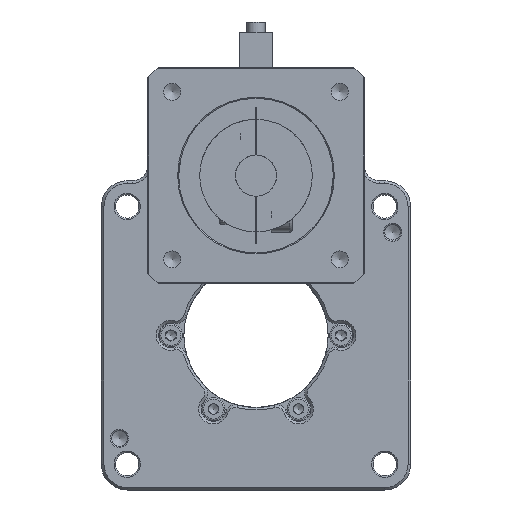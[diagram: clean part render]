
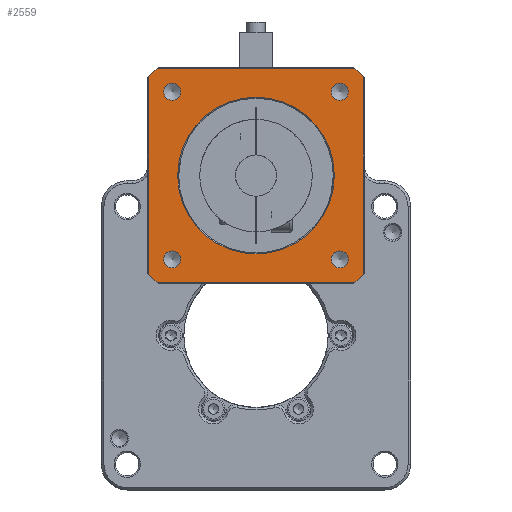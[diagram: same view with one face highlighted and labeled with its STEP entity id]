
A CAD part, front view. The second image highlights one B-rep face of the part: STEP entity #2559.
In plain terms, the highlighted planar face has unit normal (0, -1, 0).
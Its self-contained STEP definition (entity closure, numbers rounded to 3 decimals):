
#260 = EDGE_CURVE ( 'NONE', #12030, #6860, #30871, .T. ) ;
#574 = DIRECTION ( 'NONE',  ( -0.707, 0., -0.707 ) ) ;
#581 = CARTESIAN_POINT ( 'NONE',  ( -20., -59.5, 51. ) ) ;
#620 = LINE ( 'NONE', #581, #32304 ) ;
#705 = VECTOR ( 'NONE', #5239, 1000. ) ;
#1143 = ORIENTED_EDGE ( 'NONE', *, *, #22542, .F. ) ;
#1179 = ORIENTED_EDGE ( 'NONE', *, *, #26088, .F. ) ;
#1313 = ORIENTED_EDGE ( 'NONE', *, *, #14504, .F. ) ;
#1395 = ORIENTED_EDGE ( 'NONE', *, *, #18931, .T. ) ;
#1431 = ORIENTED_EDGE ( 'NONE', *, *, #28361, .F. ) ;
#1440 = ORIENTED_EDGE ( 'NONE', *, *, #30820, .T. ) ;
#1526 = ORIENTED_EDGE ( 'NONE', *, *, #13138, .T. ) ;
#1559 = ORIENTED_EDGE ( 'NONE', *, *, #260, .T. ) ;
#1642 = VERTEX_POINT ( 'NONE', #16775 ) ;
#1680 = ORIENTED_EDGE ( 'NONE', *, *, #20031, .T. ) ;
#1754 = ORIENTED_EDGE ( 'NONE', *, *, #15458, .T. ) ;
#1763 = DIRECTION ( 'NONE',  ( -1., 0., 0. ) ) ;
#1771 = DIRECTION ( 'NONE',  ( 0., -1., 0. ) ) ;
#1806 = CARTESIAN_POINT ( 'NONE',  ( 0., -59.5, 31. ) ) ;
#1807 = ORIENTED_EDGE ( 'NONE', *, *, #4639, .T. ) ;
#1826 = PLANE ( 'NONE',  #30123 ) ;
#1852 = FACE_OUTER_BOUND ( 'NONE', #21757, .T. ) ;
#1861 = FACE_BOUND ( 'NONE', #21219, .T. ) ;
#1894 = ORIENTED_EDGE ( 'NONE', *, *, #26322, .T. ) ;
#1901 = FACE_BOUND ( 'NONE', #3913, .T. ) ;
#1906 = FACE_BOUND ( 'NONE', #20705, .T. ) ;
#1939 = FACE_BOUND ( 'NONE', #18782, .T. ) ;
#1940 = ORIENTED_EDGE ( 'NONE', *, *, #16335, .T. ) ;
#1945 = FACE_BOUND ( 'NONE', #16862, .T. ) ;
#2332 = VERTEX_POINT ( 'NONE', #4065 ) ;
#2403 = CIRCLE ( 'NONE', #20745, 15.2 ) ;
#2559 = ADVANCED_FACE ( 'NONE', ( #1945, #1939, #1906, #1901, #1861, #1852 ), #1826, .T. ) ;
#3185 = DIRECTION ( 'NONE',  ( 0., 0., 1. ) ) ;
#3215 = DIRECTION ( 'NONE',  ( 0., -1., 0. ) ) ;
#3224 = CARTESIAN_POINT ( 'NONE',  ( -16.263, -59.5, 47.263 ) ) ;
#3559 = VECTOR ( 'NONE', #26275, 1000. ) ;
#3604 = AXIS2_PLACEMENT_3D ( 'NONE', #4139, #4108, #4100 ) ;
#3913 = EDGE_LOOP ( 'NONE', ( #1395 ) ) ;
#4065 = CARTESIAN_POINT ( 'NONE',  ( 20.8, -59.5, 50.2 ) ) ;
#4100 = DIRECTION ( 'NONE',  ( 1., 0., 0. ) ) ;
#4108 = DIRECTION ( 'NONE',  ( 0., -1., 0. ) ) ;
#4139 = CARTESIAN_POINT ( 'NONE',  ( 16.263, -59.5, 47.263 ) ) ;
#4429 = VERTEX_POINT ( 'NONE', #12745 ) ;
#4639 = EDGE_CURVE ( 'NONE', #30995, #21087, #10844, .T. ) ;
#5239 = DIRECTION ( 'NONE',  ( 0., 0., -1. ) ) ;
#5253 = CARTESIAN_POINT ( 'NONE',  ( -20.8, -59.5, 12. ) ) ;
#5273 = LINE ( 'NONE', #5253, #705 ) ;
#6405 = DIRECTION ( 'NONE',  ( -1., 0., 0. ) ) ;
#6412 = DIRECTION ( 'NONE',  ( 0., 1., 0. ) ) ;
#6450 = CARTESIAN_POINT ( 'NONE',  ( 0., -59.5, 31. ) ) ;
#6649 = VECTOR ( 'NONE', #10815, 1000. ) ;
#6860 = VERTEX_POINT ( 'NONE', #17863 ) ;
#10380 = VECTOR ( 'NONE', #16758, 1000. ) ;
#10815 = DIRECTION ( 'NONE',  ( -1., 0., 0. ) ) ;
#10836 = DIRECTION ( 'NONE',  ( 1., 0., 0. ) ) ;
#10840 = CARTESIAN_POINT ( 'NONE',  ( -19., -59.5, 51.8 ) ) ;
#10844 = LINE ( 'NONE', #10840, #6649 ) ;
#10870 = CARTESIAN_POINT ( 'NONE',  ( 19., -59.5, 10.2 ) ) ;
#10883 = LINE ( 'NONE', #10870, #31130 ) ;
#11983 = AXIS2_PLACEMENT_3D ( 'NONE', #29109, #29079, #29073 ) ;
#12030 = VERTEX_POINT ( 'NONE', #22599 ) ;
#12745 = CARTESIAN_POINT ( 'NONE',  ( -20.8, -59.5, 50.2 ) ) ;
#13138 = EDGE_CURVE ( 'NONE', #27929, #12030, #10883, .T. ) ;
#13370 = CIRCLE ( 'NONE', #31954, 1.65 ) ;
#14504 = EDGE_CURVE ( 'NONE', #28830, #28830, #26178, .T. ) ;
#15458 = EDGE_CURVE ( 'NONE', #2332, #30995, #16800, .T. ) ;
#16127 = CARTESIAN_POINT ( 'NONE',  ( 19.2, -59.5, 51.8 ) ) ;
#16335 = EDGE_CURVE ( 'NONE', #4429, #1642, #5273, .T. ) ;
#16373 = CARTESIAN_POINT ( 'NONE',  ( -19.2, -59.5, 51.8 ) ) ;
#16758 = DIRECTION ( 'NONE',  ( -0.707, 0., 0.707 ) ) ;
#16775 = CARTESIAN_POINT ( 'NONE',  ( -20.8, -59.5, 11.8 ) ) ;
#16778 = CARTESIAN_POINT ( 'NONE',  ( 20., -59.5, 51. ) ) ;
#16800 = LINE ( 'NONE', #16778, #10380 ) ;
#16862 = EDGE_LOOP ( 'NONE', ( #1143 ) ) ;
#17165 = DIRECTION ( 'NONE',  ( -1., 0., 0. ) ) ;
#17172 = DIRECTION ( 'NONE',  ( 0., -1., 0. ) ) ;
#17199 = CARTESIAN_POINT ( 'NONE',  ( -16.263, -59.5, 14.737 ) ) ;
#17734 = CIRCLE ( 'NONE', #3604, 1.65 ) ;
#17863 = CARTESIAN_POINT ( 'NONE',  ( 20.8, -59.5, 11.8 ) ) ;
#17939 = DIRECTION ( 'NONE',  ( 0.707, 0., -0.707 ) ) ;
#17976 = CARTESIAN_POINT ( 'NONE',  ( -20., -59.5, 11. ) ) ;
#17981 = LINE ( 'NONE', #17976, #25070 ) ;
#18782 = EDGE_LOOP ( 'NONE', ( #1179 ) ) ;
#18931 = EDGE_CURVE ( 'NONE', #27022, #27022, #2403, .T. ) ;
#19871 = CIRCLE ( 'NONE', #24154, 1.65 ) ;
#20031 = EDGE_CURVE ( 'NONE', #6860, #2332, #26313, .T. ) ;
#20471 = CARTESIAN_POINT ( 'NONE',  ( -19.2, -59.5, 10.2 ) ) ;
#20705 = EDGE_LOOP ( 'NONE', ( #1313 ) ) ;
#20745 = AXIS2_PLACEMENT_3D ( 'NONE', #6450, #6412, #6405 ) ;
#21087 = VERTEX_POINT ( 'NONE', #16373 ) ;
#21219 = EDGE_LOOP ( 'NONE', ( #1431 ) ) ;
#21757 = EDGE_LOOP ( 'NONE', ( #1440, #1526, #1559, #1680, #1754, #1807, #1894, #1940 ) ) ;
#22542 = EDGE_CURVE ( 'NONE', #25657, #25657, #17734, .T. ) ;
#22599 = CARTESIAN_POINT ( 'NONE',  ( 19.2, -59.5, 10.2 ) ) ;
#23681 = CARTESIAN_POINT ( 'NONE',  ( -17.913, -59.5, 14.737 ) ) ;
#23710 = VERTEX_POINT ( 'NONE', #23681 ) ;
#24154 = AXIS2_PLACEMENT_3D ( 'NONE', #3224, #3215, #3185 ) ;
#24603 = CARTESIAN_POINT ( 'NONE',  ( -16.263, -59.5, 48.913 ) ) ;
#24638 = VERTEX_POINT ( 'NONE', #24603 ) ;
#25070 = VECTOR ( 'NONE', #17939, 1000. ) ;
#25619 = CARTESIAN_POINT ( 'NONE',  ( 17.913, -59.5, 47.263 ) ) ;
#25657 = VERTEX_POINT ( 'NONE', #25619 ) ;
#26088 = EDGE_CURVE ( 'NONE', #24638, #24638, #19871, .T. ) ;
#26136 = VECTOR ( 'NONE', #30827, 1000. ) ;
#26178 = CIRCLE ( 'NONE', #11983, 1.65 ) ;
#26275 = DIRECTION ( 'NONE',  ( 0., 0., 1. ) ) ;
#26277 = CARTESIAN_POINT ( 'NONE',  ( 20.8, -59.5, 50. ) ) ;
#26313 = LINE ( 'NONE', #26277, #3559 ) ;
#26322 = EDGE_CURVE ( 'NONE', #21087, #4429, #620, .T. ) ;
#26992 = CARTESIAN_POINT ( 'NONE',  ( -15.2, -59.5, 31. ) ) ;
#27022 = VERTEX_POINT ( 'NONE', #26992 ) ;
#27929 = VERTEX_POINT ( 'NONE', #20471 ) ;
#28361 = EDGE_CURVE ( 'NONE', #23710, #23710, #13370, .T. ) ;
#28795 = CARTESIAN_POINT ( 'NONE',  ( 16.263, -59.5, 13.087 ) ) ;
#28830 = VERTEX_POINT ( 'NONE', #28795 ) ;
#29073 = DIRECTION ( 'NONE',  ( 0., 0., -1. ) ) ;
#29079 = DIRECTION ( 'NONE',  ( 0., -1., 0. ) ) ;
#29109 = CARTESIAN_POINT ( 'NONE',  ( 16.263, -59.5, 14.737 ) ) ;
#30123 = AXIS2_PLACEMENT_3D ( 'NONE', #1806, #1771, #1763 ) ;
#30820 = EDGE_CURVE ( 'NONE', #1642, #27929, #17981, .T. ) ;
#30827 = DIRECTION ( 'NONE',  ( 0.707, 0., 0.707 ) ) ;
#30833 = CARTESIAN_POINT ( 'NONE',  ( 20., -59.5, 11. ) ) ;
#30871 = LINE ( 'NONE', #30833, #26136 ) ;
#30995 = VERTEX_POINT ( 'NONE', #16127 ) ;
#31130 = VECTOR ( 'NONE', #10836, 1000. ) ;
#31954 = AXIS2_PLACEMENT_3D ( 'NONE', #17199, #17172, #17165 ) ;
#32304 = VECTOR ( 'NONE', #574, 1000. ) ;
